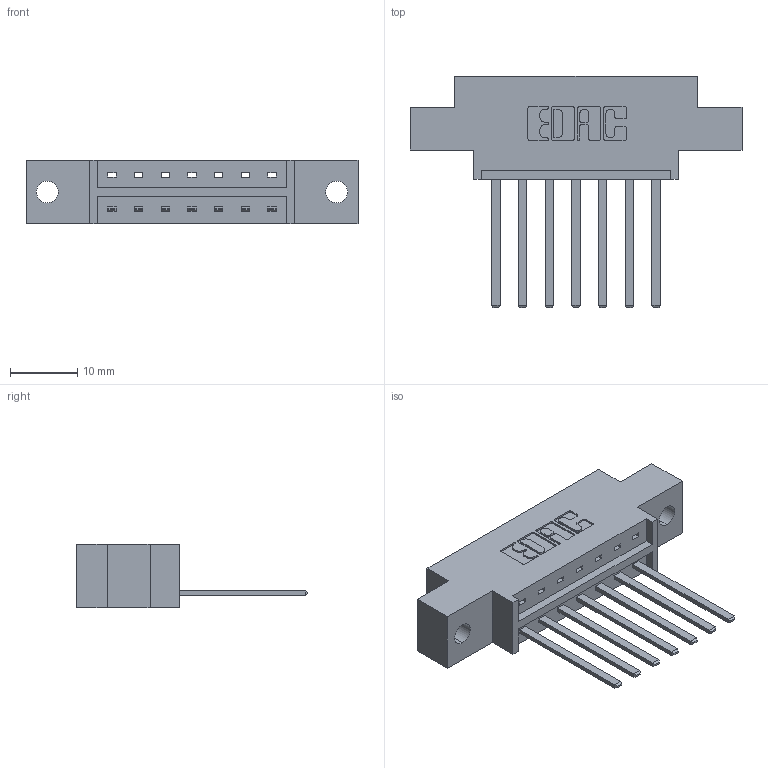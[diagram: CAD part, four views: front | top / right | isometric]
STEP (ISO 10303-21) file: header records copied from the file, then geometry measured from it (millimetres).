
FILE_DESCRIPTION (( 'STEP AP203' ), '1' );
FILE_NAME ('333-007-544-602.STEP', '2018-07-31T21:46:12', ( '' ), ( '' ), 'SwSTEP 2.0', 'SolidWorks 2016', '' );
FILE_SCHEMA (( 'CONFIG_CONTROL_DESIGN' ));
Length unit declared in the file: inch
Products named in the file (3): 333-007-544-602; 333 Part_Offset - .128 Dia; 345-292-001_345-293-144
Assembly tree (8 placements, depth 2):
  333-007-544-602
    333 Part_Offset - .128 Dia
    345-292-001_345-293-144  x7
Bounding box: 49.28 x 34.3 x 9.4 mm (x, y, z)
Volume: 4474.1 mm3; surface area: 4801.2 mm2
Topology: 8 solids, 8 shells, 482 faces, 1429 edges, 942 vertices
Faces by surface type: plane 340, cylinder 142
Entity records: 8757 total; most frequent: CARTESIAN_POINT 1523, ORIENTED_EDGE 1466, DIRECTION 1351, EDGE_CURVE 733, LINE 609, VECTOR 609, VERTEX_POINT 486, AXIS2_PLACEMENT_3D 371
